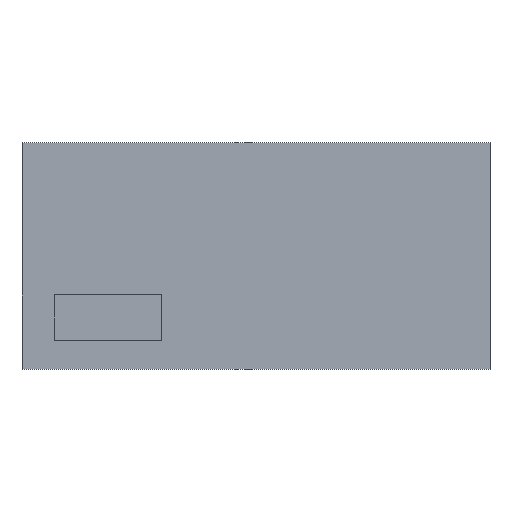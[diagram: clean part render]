
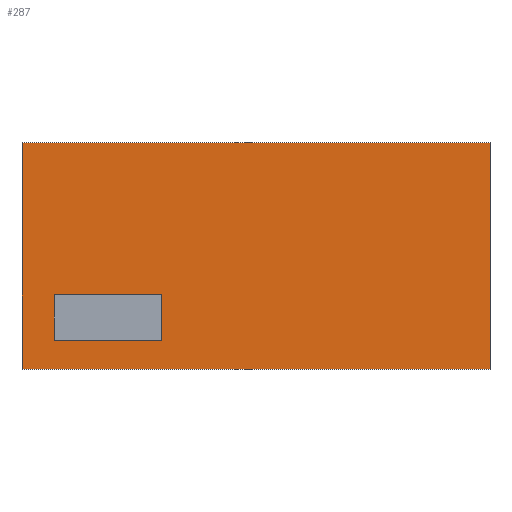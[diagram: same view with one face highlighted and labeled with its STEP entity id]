
A CAD part, top view. The second image highlights one B-rep face of the part: STEP entity #287.
In plain terms, the highlighted planar face has unit normal (0, 0, 1).
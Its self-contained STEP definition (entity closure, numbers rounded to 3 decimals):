
#63=FACE_BOUND('',#98,.T.);
#80=FACE_OUTER_BOUND('',#97,.T.);
#97=EDGE_LOOP('',(#244,#245,#246,#247));
#98=EDGE_LOOP('',(#248,#249,#250,#251));
#110=LINE('',#428,#134);
#114=LINE('',#436,#138);
#117=LINE('',#442,#141);
#120=LINE('',#447,#144);
#124=LINE('',#457,#148);
#127=LINE('',#463,#151);
#130=LINE('',#469,#154);
#133=LINE('',#473,#157);
#134=VECTOR('',#337,10.);
#138=VECTOR('',#343,10.);
#141=VECTOR('',#348,10.);
#144=VECTOR('',#353,10.);
#148=VECTOR('',#361,10.);
#151=VECTOR('',#366,10.);
#154=VECTOR('',#371,10.);
#157=VECTOR('',#376,10.);
#158=VERTEX_POINT('',#426);
#159=VERTEX_POINT('',#427);
#162=VERTEX_POINT('',#435);
#164=VERTEX_POINT('',#441);
#168=VERTEX_POINT('',#454);
#169=VERTEX_POINT('',#456);
#171=VERTEX_POINT('',#462);
#173=VERTEX_POINT('',#468);
#179=EDGE_CURVE('',#158,#159,#110,.T.);
#183=EDGE_CURVE('',#159,#162,#114,.T.);
#186=EDGE_CURVE('',#162,#164,#117,.T.);
#189=EDGE_CURVE('',#164,#158,#120,.T.);
#193=EDGE_CURVE('',#169,#168,#124,.T.);
#196=EDGE_CURVE('',#171,#169,#127,.T.);
#199=EDGE_CURVE('',#173,#171,#130,.T.);
#202=EDGE_CURVE('',#168,#173,#133,.T.);
#244=ORIENTED_EDGE('',*,*,#202,.T.);
#245=ORIENTED_EDGE('',*,*,#199,.T.);
#246=ORIENTED_EDGE('',*,*,#196,.T.);
#247=ORIENTED_EDGE('',*,*,#193,.T.);
#248=ORIENTED_EDGE('',*,*,#179,.T.);
#249=ORIENTED_EDGE('',*,*,#183,.T.);
#250=ORIENTED_EDGE('',*,*,#186,.T.);
#251=ORIENTED_EDGE('',*,*,#189,.T.);
#275=PLANE('',#308);
#287=ADVANCED_FACE('',(#80,#63),#275,.T.);
#308=AXIS2_PLACEMENT_3D('',#474,#377,#378);
#337=DIRECTION('',(1.,0.,0.));
#343=DIRECTION('',(0.,-1.,0.));
#348=DIRECTION('',(-1.,0.,0.));
#353=DIRECTION('',(0.,1.,0.));
#361=DIRECTION('',(1.,0.,0.));
#366=DIRECTION('',(0.,-1.,0.));
#371=DIRECTION('',(-1.,0.,0.));
#376=DIRECTION('',(0.,1.,0.));
#377=DIRECTION('center_axis',(0.,0.,1.));
#378=DIRECTION('ref_axis',(1.,0.,0.));
#426=CARTESIAN_POINT('',(-0.669,-0.129,0.3));
#427=CARTESIAN_POINT('',(-0.314,-0.129,0.3));
#428=CARTESIAN_POINT('',(-0.157,-0.129,0.3));
#435=CARTESIAN_POINT('',(-0.314,-0.279,0.3));
#436=CARTESIAN_POINT('',(-0.314,-0.139,0.3));
#441=CARTESIAN_POINT('',(-0.669,-0.279,0.3));
#442=CARTESIAN_POINT('',(-0.334,-0.279,0.3));
#447=CARTESIAN_POINT('',(-0.669,-0.064,0.3));
#454=CARTESIAN_POINT('',(0.775,-0.375,0.3));
#456=CARTESIAN_POINT('',(-0.775,-0.375,0.3));
#457=CARTESIAN_POINT('',(-0.775,-0.375,0.3));
#462=CARTESIAN_POINT('',(-0.775,0.375,0.3));
#463=CARTESIAN_POINT('',(-0.775,0.375,0.3));
#468=CARTESIAN_POINT('',(0.775,0.375,0.3));
#469=CARTESIAN_POINT('',(0.775,0.375,0.3));
#473=CARTESIAN_POINT('',(0.775,-0.375,0.3));
#474=CARTESIAN_POINT('Origin',(0.,0.,
0.3));
